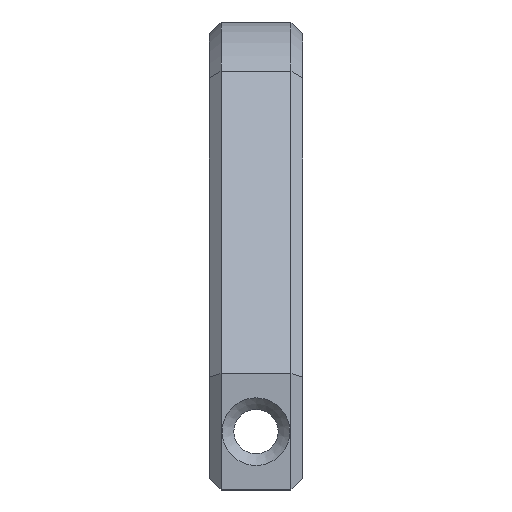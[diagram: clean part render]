
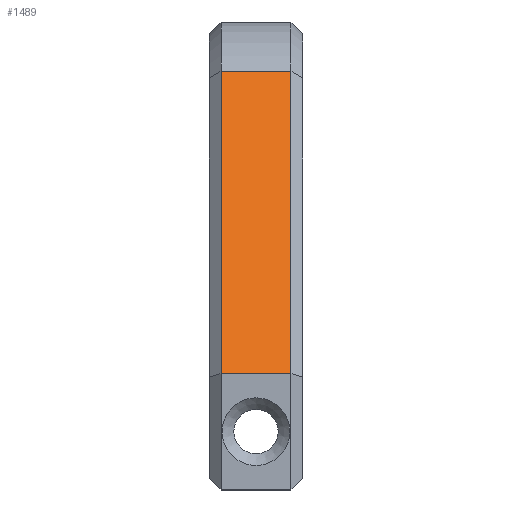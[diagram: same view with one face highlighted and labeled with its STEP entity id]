
A CAD part, left-side view. The second image highlights one B-rep face of the part: STEP entity #1489.
In plain terms, the highlighted planar face has unit normal (-0.819, 0, 0.574).
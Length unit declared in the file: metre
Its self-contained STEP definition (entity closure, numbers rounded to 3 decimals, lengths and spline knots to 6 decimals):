
#51=PLANE('',#1608);
#216=ORIENTED_EDGE('',*,*,#636,.F.);
#217=ORIENTED_EDGE('',*,*,#637,.T.);
#218=ORIENTED_EDGE('',*,*,#638,.T.);
#219=ORIENTED_EDGE('',*,*,#639,.T.);
#636=EDGE_CURVE('',#840,#841,#968,.T.);
#637=EDGE_CURVE('',#840,#842,#969,.T.);
#638=EDGE_CURVE('',#842,#843,#970,.T.);
#639=EDGE_CURVE('',#843,#841,#971,.T.);
#840=VERTEX_POINT('',#2299);
#841=VERTEX_POINT('',#2300);
#842=VERTEX_POINT('',#2302);
#843=VERTEX_POINT('',#2304);
#968=LINE('',#2298,#1134);
#969=LINE('',#2301,#1135);
#970=LINE('',#2303,#1136);
#971=LINE('',#2305,#1137);
#1134=VECTOR('',#1829,1.);
#1135=VECTOR('',#1830,1.);
#1136=VECTOR('',#1831,1.);
#1137=VECTOR('',#1832,1.);
#1271=EDGE_LOOP('',(#216,#217,#218,#219));
#1375=FACE_BOUND('',#1271,.T.);
#1489=ADVANCED_FACE('',(#1375),#51,.F.);
#1608=AXIS2_PLACEMENT_3D('',#2297,#1827,#1828);
#1827=DIRECTION('',(0.819,0.,-0.574));
#1828=DIRECTION('',(-0.574,0.,-0.819));
#1829=DIRECTION('',(0.,1.,0.));
#1830=DIRECTION('',(0.574,0.,0.819));
#1831=DIRECTION('',(0.,1.,0.));
#1832=DIRECTION('',(-0.574,0.,-0.819));
#2297=CARTESIAN_POINT('',(-0.036307,-0.004,0.008192));
#2298=CARTESIAN_POINT('',(-0.042043,-0.004,0.));
#2299=CARTESIAN_POINT('',(-0.042043,-0.0035,0.));
#2300=CARTESIAN_POINT('',(-0.042043,-0.0005,0.));
#2301=CARTESIAN_POINT('',(-0.032978,-0.0035,0.012946));
#2302=CARTESIAN_POINT('',(-0.032978,-0.0035,0.012946));
#2303=CARTESIAN_POINT('',(-0.032978,-0.004,0.012946));
#2304=CARTESIAN_POINT('',(-0.032978,-0.0005,0.012946));
#2305=CARTESIAN_POINT('',(-0.036307,-0.0005,0.008192));
